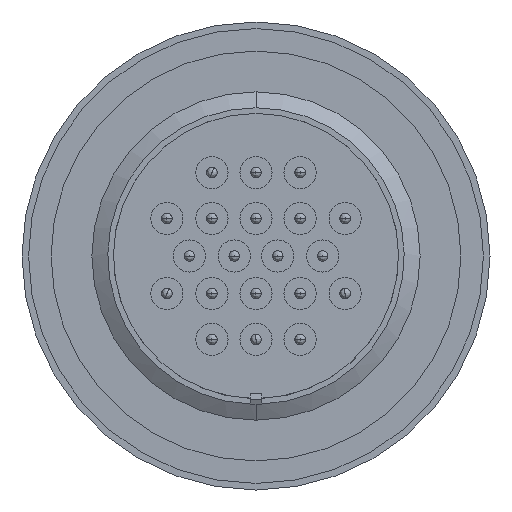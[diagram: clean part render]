
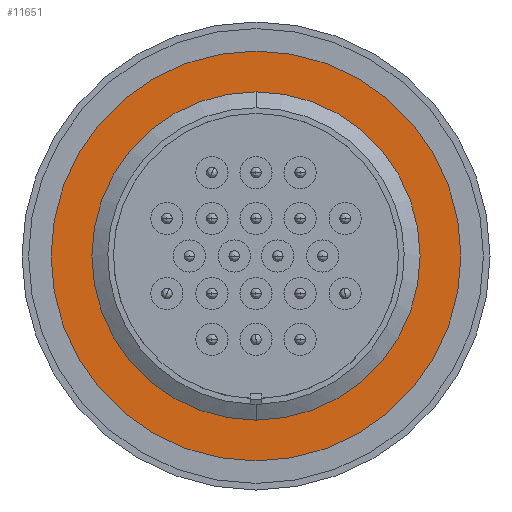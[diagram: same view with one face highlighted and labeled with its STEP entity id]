
A CAD part, front view. The second image highlights one B-rep face of the part: STEP entity #11651.
In plain terms, the highlighted planar face has unit normal (0, -1, 0).
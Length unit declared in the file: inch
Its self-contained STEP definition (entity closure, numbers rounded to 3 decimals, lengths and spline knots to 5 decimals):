
#1487 = CARTESIAN_POINT ( 'NONE',  ( -1.0924, -2.705, -0.01465 ) ) ;
#1495 = PLANE ( 'NONE',  #7290 ) ;
#1497 = DIRECTION ( 'NONE',  ( 0., 1., 0. ) ) ;
#1498 = DIRECTION ( 'NONE',  ( -1., 0., 0. ) ) ;
#2473 = AXIS2_PLACEMENT_3D ( 'NONE', #15508, #15509, #15510 ) ;
#2475 = AXIS2_PLACEMENT_3D ( 'NONE', #15511, #15512, #15513 ) ;
#5843 = EDGE_LOOP ( 'NONE', ( #13437, #13436 ) ) ;
#5848 = EDGE_LOOP ( 'NONE', ( #13439, #13438 ) ) ;
#7290 = AXIS2_PLACEMENT_3D ( 'NONE', #1487, #1497, #1498 ) ;
#7860 = AXIS2_PLACEMENT_3D ( 'NONE', #21080, #21081, #21082 ) ;
#7863 = AXIS2_PLACEMENT_3D ( 'NONE', #21095, #21096, #21097 ) ;
#10274 = CARTESIAN_POINT ( 'NONE',  ( 0.6875, -2.705, 0. ) ) ;
#10285 = CARTESIAN_POINT ( 'NONE',  ( -1.0925, -2.705, 0. ) ) ;
#10287 = CARTESIAN_POINT ( 'NONE',  ( 1.0925, -2.705, 0. ) ) ;
#10493 = CARTESIAN_POINT ( 'NONE',  ( -0.6875, -2.705, 0. ) ) ;
#11138 = EDGE_CURVE ( 'NONE', #28055, #28054, #25481, .T. ) ;
#11140 = EDGE_CURVE ( 'NONE', #28184, #28046, #25483, .T. ) ;
#11651 = ADVANCED_FACE ( 'NONE', ( #26328, #26331 ), #1495, .F. ) ;
#13436 = ORIENTED_EDGE ( 'NONE', *, *, #11140, .F. ) ;
#13437 = ORIENTED_EDGE ( 'NONE', *, *, #21915, .F. ) ;
#13438 = ORIENTED_EDGE ( 'NONE', *, *, #21909, .F. ) ;
#13439 = ORIENTED_EDGE ( 'NONE', *, *, #11138, .F. ) ;
#15508 = CARTESIAN_POINT ( 'NONE',  ( 0., -2.705, 0. ) ) ;
#15509 = DIRECTION ( 'NONE',  ( 0., 1., 0. ) ) ;
#15510 = DIRECTION ( 'NONE',  ( 1., 0., 0. ) ) ;
#15511 = CARTESIAN_POINT ( 'NONE',  ( 0., -2.705, 0. ) ) ;
#15512 = DIRECTION ( 'NONE',  ( 0., -1., 0. ) ) ;
#15513 = DIRECTION ( 'NONE',  ( 1., 0., 0. ) ) ;
#21080 = CARTESIAN_POINT ( 'NONE',  ( 0., -2.705, 0. ) ) ;
#21081 = DIRECTION ( 'NONE',  ( 0., 1., 0. ) ) ;
#21082 = DIRECTION ( 'NONE',  ( 1., 0., 0. ) ) ;
#21095 = CARTESIAN_POINT ( 'NONE',  ( 0., -2.705, 0. ) ) ;
#21096 = DIRECTION ( 'NONE',  ( 0., -1., 0. ) ) ;
#21097 = DIRECTION ( 'NONE',  ( 1., 0., 0. ) ) ;
#21909 = EDGE_CURVE ( 'NONE', #28054, #28055, #27488, .T. ) ;
#21915 = EDGE_CURVE ( 'NONE', #28046, #28184, #27497, .T. ) ;
#25481 = CIRCLE ( 'NONE', #2473, 1.0925 ) ;
#25483 = CIRCLE ( 'NONE', #2475, 0.6875 ) ;
#26328 = FACE_OUTER_BOUND ( 'NONE', #5848, .T. ) ;
#26331 = FACE_BOUND ( 'NONE', #5843, .T. ) ;
#27488 = CIRCLE ( 'NONE', #7860, 1.0925 ) ;
#27497 = CIRCLE ( 'NONE', #7863, 0.6875 ) ;
#28046 = VERTEX_POINT ( 'NONE', #10274 ) ;
#28054 = VERTEX_POINT ( 'NONE', #10285 ) ;
#28055 = VERTEX_POINT ( 'NONE', #10287 ) ;
#28184 = VERTEX_POINT ( 'NONE', #10493 ) ;
